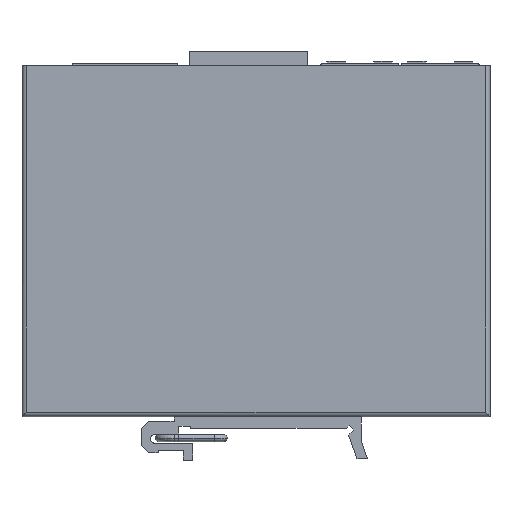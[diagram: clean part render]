
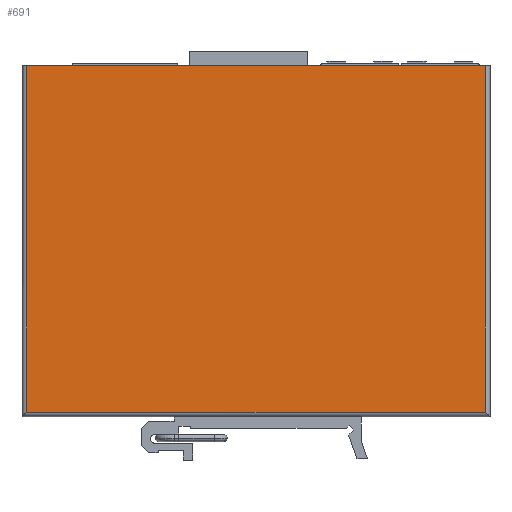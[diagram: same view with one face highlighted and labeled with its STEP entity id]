
A CAD part, left-side view. The second image highlights one B-rep face of the part: STEP entity #691.
In plain terms, the highlighted planar face has unit normal (-1, 0, 0).
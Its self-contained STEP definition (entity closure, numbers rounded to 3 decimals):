
#52=DIRECTION('',(0.,0.,-1.));
#53=VECTOR('',#52,74.);
#54=CARTESIAN_POINT('',(-18.,49.,37.5));
#55=LINE('',#54,#53);
#56=DIRECTION('',(0.,0.,-1.));
#57=VECTOR('',#56,74.);
#58=CARTESIAN_POINT('',(-18.,-49.,37.5));
#59=LINE('',#58,#57);
#60=DIRECTION('',(0.,1.,0.));
#61=VECTOR('',#60,98.);
#62=CARTESIAN_POINT('',(-18.,-49.,-36.5));
#63=LINE('',#62,#61);
#201=DIRECTION('',(0.,-1.,0.));
#202=VECTOR('',#201,98.);
#203=CARTESIAN_POINT('',(-18.,49.,37.5));
#204=LINE('',#203,#202);
#603=CARTESIAN_POINT('',(-18.,49.,37.5));
#605=VERTEX_POINT('',#603);
#606=CARTESIAN_POINT('',(-18.,49.,-36.5));
#607=VERTEX_POINT('',#606);
#610=CARTESIAN_POINT('',(-18.,-49.,-36.5));
#611=VERTEX_POINT('',#610);
#614=CARTESIAN_POINT('',(-18.,-49.,37.5));
#616=VERTEX_POINT('',#614);
#677=CARTESIAN_POINT('',(-18.,50.,-37.5));
#678=DIRECTION('',(-1.,0.,0.));
#679=DIRECTION('',(0.,-1.,0.));
#680=AXIS2_PLACEMENT_3D('',#677,#678,#679);
#681=PLANE('',#680);
#683=ORIENTED_EDGE('',*,*,#682,.F.);
#685=ORIENTED_EDGE('',*,*,#684,.T.);
#687=ORIENTED_EDGE('',*,*,#686,.T.);
#688=ORIENTED_EDGE('',*,*,#667,.T.);
#689=EDGE_LOOP('',(#683,#685,#687,#688));
#690=FACE_OUTER_BOUND('',#689,.F.);
#667=EDGE_CURVE('',#611,#607,#63,.T.);
#682=EDGE_CURVE('',#605,#607,#55,.T.);
#684=EDGE_CURVE('',#605,#616,#204,.T.);
#686=EDGE_CURVE('',#616,#611,#59,.T.);
#691=ADVANCED_FACE('',(#690),#681,.T.);
